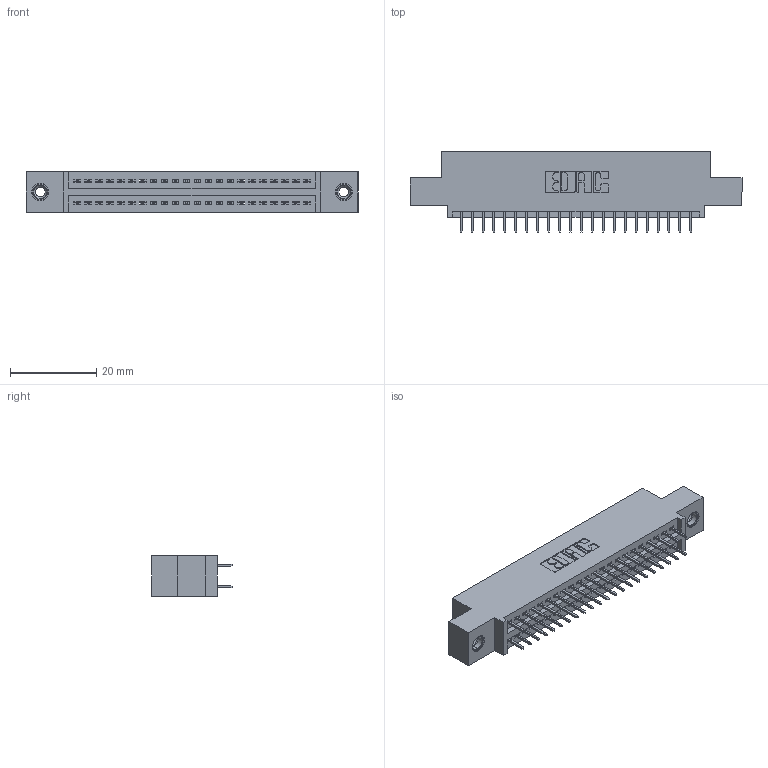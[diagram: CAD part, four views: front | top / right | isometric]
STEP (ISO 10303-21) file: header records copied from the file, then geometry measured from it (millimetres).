
FILE_DESCRIPTION (( 'STEP AP203' ), '1' );
FILE_NAME ('845-044-525-508.STEP', '2020-09-23T06:47:18', ( '' ), ( '' ), 'SwSTEP 2.0', 'SolidWorks 2020', '' );
FILE_SCHEMA (( 'CONFIG_CONTROL_DESIGN' ));
Length unit declared in the file: inch
Products named in the file (4): 345-292-001_345-293-125; 845 Part_0.110 Offset - 0.156 Dia-TI; 845-044-525-508; 345-250-001_345-250-003-102
Assembly tree (47 placements, depth 2):
  845-044-525-508
    845 Part_0.110 Offset - 0.156 Dia-TI
    345-292-001_345-293-125  x44
    345-250-001_345-250-003-102  x2
Bounding box: 77.09 x 18.72 x 9.4 mm (x, y, z)
Volume: 7150.5 mm3; surface area: 10070.4 mm2
Topology: 47 solids, 47 shells, 2566 faces, 7221 edges, 4630 vertices
Faces by surface type: plane 1832, cylinder 718, cone 12, torus 4
Entity records: 21346 total; most frequent: CARTESIAN_POINT 3579, ORIENTED_EDGE 3506, DIRECTION 3207, EDGE_CURVE 1753, VECTOR 1517, LINE 1517, VERTEX_POINT 1160, AXIS2_PLACEMENT_3D 845
